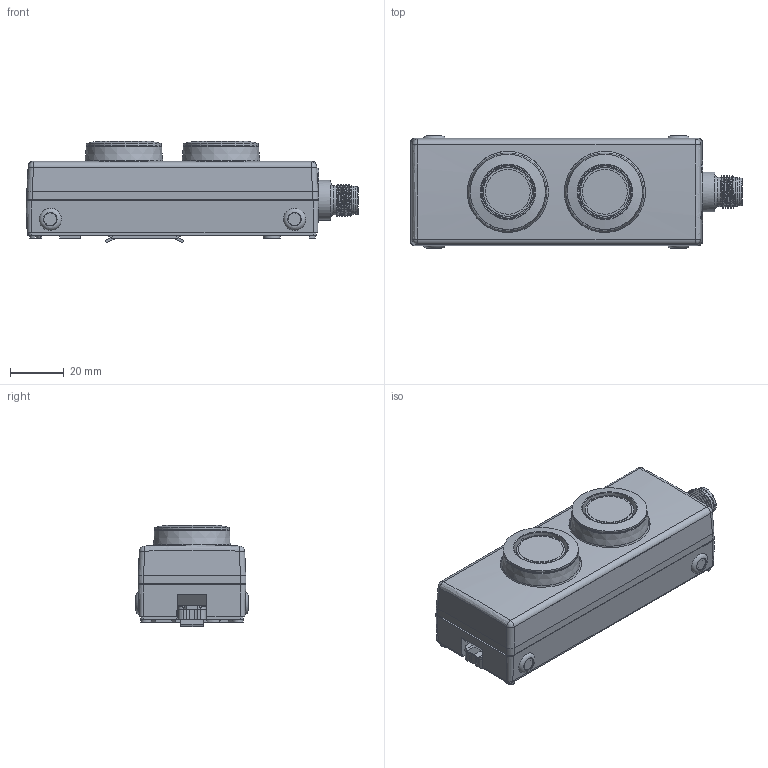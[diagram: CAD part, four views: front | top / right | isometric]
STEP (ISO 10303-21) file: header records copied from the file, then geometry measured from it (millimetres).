
FILE_DESCRIPTION(/* description */ (''),/* implementation_level */ '2;1');
FILE_NAME(/* name */ 'MBM128_TLITLO_vereinfacht.stp',/* time_stamp */ '2024-07-08T15:17:44+02:00',/* author */ ('Sz'),/* organization */ (''),/* preprocessor_version */ 'ST-DEVELOPER v19.2',/* originating_system */ 'Autodesk Inventor 2023',/* authorisation */ '');
FILE_SCHEMA (('AUTOMOTIVE_DESIGN { 1 0 10303 214 3 1 1 }'));
Products named in the file (1): Bauteil176
Bounding box: 123.15 x 41.8 x 37.49 mm (x, y, z)
Volume: 111019.4 mm3; surface area: 35100.2 mm2
Topology: 4 solids, 13 shells, 1540 faces, 4114 edges, 2650 vertices
Faces by surface type: plane 984, cylinder 326, bspline 105, cone 73, torus 36, sphere 16
Full cylindrical faces by diameter (mm): 1 x8, 1.1 x8, 1.3 x8, 1.5 x8, 2 x3, 3.2 x4, 4.6 x1, 4.7 x4, 5 x6, 6.5 x3, 7.95 x1, 8.3 x2, 9.4 x1, 9.55 x2, 10.6 x1, 10.8 x1, 10.91 x5, 11.9 x2, 12 x4, 14.8 x1, 15 x2, 16.6 x2, 17.98 x2, 18.1 x2, 19 x4, 20.05 x2, 20.5 x1, 22 x2, 22.2 x2, 22.4 x2
Entity records: 61725 total; most frequent: CARTESIAN_POINT 21688, ORIENTED_EDGE 8194, DIRECTION 7684, EDGE_CURVE 4097, LINE 2854, VECTOR 2854, VERTEX_POINT 2650, AXIS2_PLACEMENT_3D 2415
